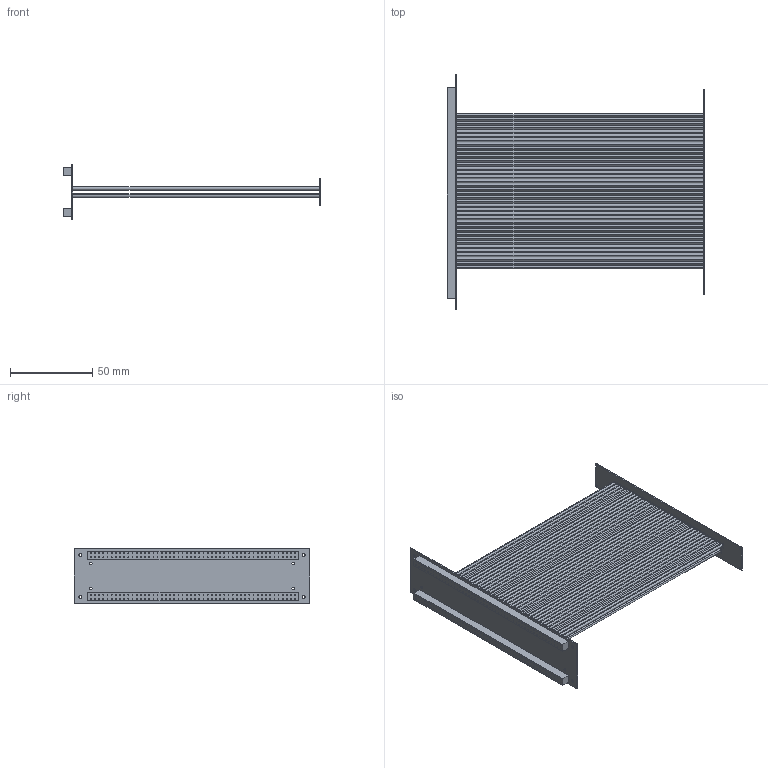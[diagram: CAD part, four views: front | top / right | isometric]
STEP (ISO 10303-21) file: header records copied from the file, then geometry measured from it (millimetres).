
FILE_DESCRIPTION (( 'STEP AP214' ), '1' );
FILE_NAME ('SciFi_MPPC_RevA_IDL_11_023_and_fibers.STEP', '2020-09-14T09:08:03', ( '' ), ( '' ), 'SwSTEP 2.0', 'SolidWorks 2015', '' );
FILE_SCHEMA (( 'AUTOMOTIVE_DESIGN' ));
Length unit declared in the file: millimetre
Products named in the file (4): fiber_guide_from_model; fiber; SciFi_MPPC_RevA_IDL_11_023; SciFi_MPPC_RevA_IDL_11_023_and_fibers
Assembly tree (77 placements, depth 2):
  SciFi_MPPC_RevA_IDL_11_023_and_fibers
    SciFi_MPPC_RevA_IDL_11_023
    fiber  x75
    fiber_guide_from_model
Bounding box: 156.57 x 143.51 x 33.02 mm (x, y, z)
Volume: 46928.8 mm3; surface area: 89688.5 mm2
Topology: 77 solids, 77 shells, 1888 faces, 4354 edges, 2772 vertices
Faces by surface type: cylinder 966, plane 922
Entity records: 50678 total; most frequent: CARTESIAN_POINT 11586, ORIENTED_EDGE 7820, DIRECTION 7714, EDGE_CURVE 3910, LINE 2666, VECTOR 2666, AXIS2_PLACEMENT_3D 2524, VERTEX_POINT 2476
